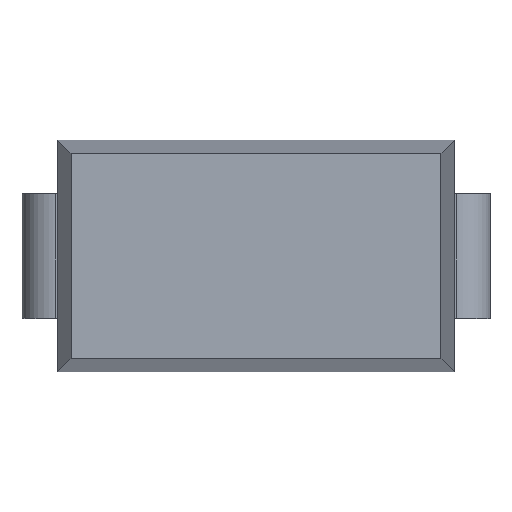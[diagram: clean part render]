
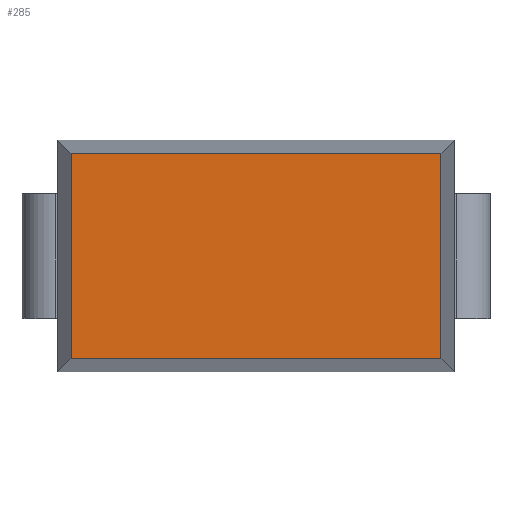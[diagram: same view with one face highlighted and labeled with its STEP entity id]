
A CAD part, top view. The second image highlights one B-rep face of the part: STEP entity #285.
In plain terms, the highlighted planar face has unit normal (0, 0, 1).
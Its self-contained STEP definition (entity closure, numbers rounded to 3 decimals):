
#13=DIRECTION('',(0.,0.,1.));
#14=DIRECTION('',(1.,0.,0.));
#61=VECTOR('',#14,1.);
#81=DIRECTION('',(0.,1.,0.));
#119=VECTOR('',#81,1.);
#155=VERTEX_POINT('',#156);
#156=CARTESIAN_POINT('',(-2.075,-1.15,3.125));
#163=VERTEX_POINT('',#164);
#164=CARTESIAN_POINT('',(2.075,-1.15,3.125));
#170=EDGE_CURVE('',#155,#163,#171,.T.);
#171=LINE('',#156,#61);
#231=ORIENTED_EDGE('',*,*,#232,.F.);
#232=EDGE_CURVE('',#155,#233,#235,.T.);
#233=VERTEX_POINT('',#234);
#234=CARTESIAN_POINT('',(-2.075,1.15,3.125));
#235=LINE('',#236,#119);
#236=CARTESIAN_POINT('',(-2.075,-1.3,3.125));
#267=EDGE_CURVE('',#163,#268,#270,.T.);
#268=VERTEX_POINT('',#269);
#269=CARTESIAN_POINT('',(2.075,1.15,3.125));
#270=LINE('',#271,#119);
#271=CARTESIAN_POINT('',(2.075,-1.3,3.125));
#285=ADVANCED_FACE('',(#286),#293,.T.);
#286=FACE_BOUND('',#287,.T.);
#287=EDGE_LOOP('',(#231,#288,#289,#290));
#288=ORIENTED_EDGE('',*,*,#170,.T.);
#289=ORIENTED_EDGE('',*,*,#267,.T.);
#290=ORIENTED_EDGE('',*,*,#291,.F.);
#291=EDGE_CURVE('',#233,#268,#292,.T.);
#292=LINE('',#234,#61);
#293=PLANE('',#294);
#294=AXIS2_PLACEMENT_3D('',#295,#13,#14);
#295=CARTESIAN_POINT('',(-2.225,-1.3,3.125));
